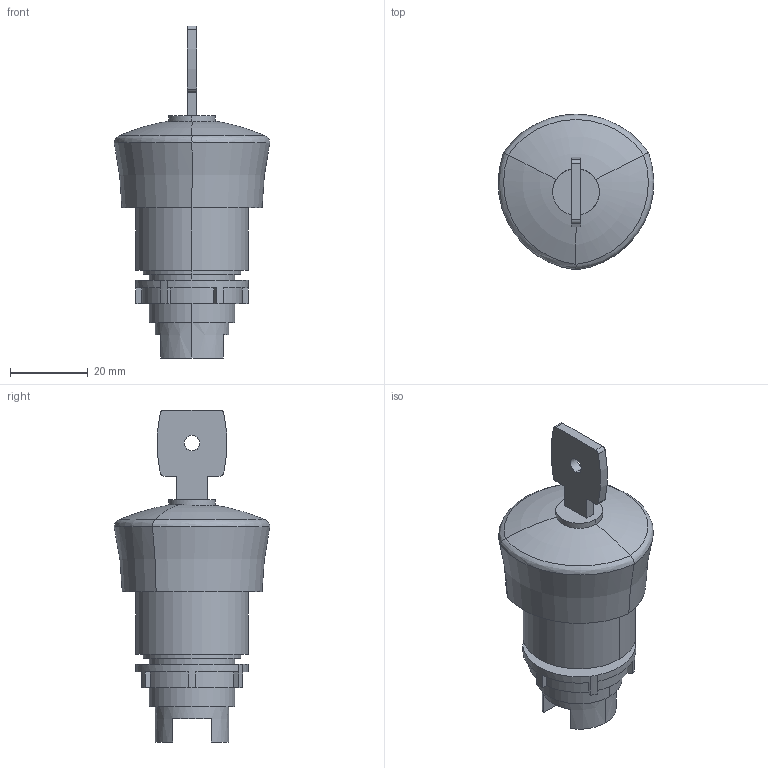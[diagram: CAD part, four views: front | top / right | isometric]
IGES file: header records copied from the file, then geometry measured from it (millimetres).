
Start section:  PTC IGES file: coup_de_poing_023892_ew.igs
Global section: file name: 55Hcoup_de_poing_023892_ew.igs; native system:  by Parametric Technology Corporation; preprocessor: 2012420; organization: Unknown; date: 20161006.160341; units: millimetre
Bounding box: 39.99 x 40 x 85.3 mm (x, y, z)
Volume: 42179.9 mm3; surface area: 9056.3 mm2
Topology: 1 solids, 1 shells, 74 faces, 186 edges, 121 vertices
Faces by surface type: revolution 37, bspline 37
